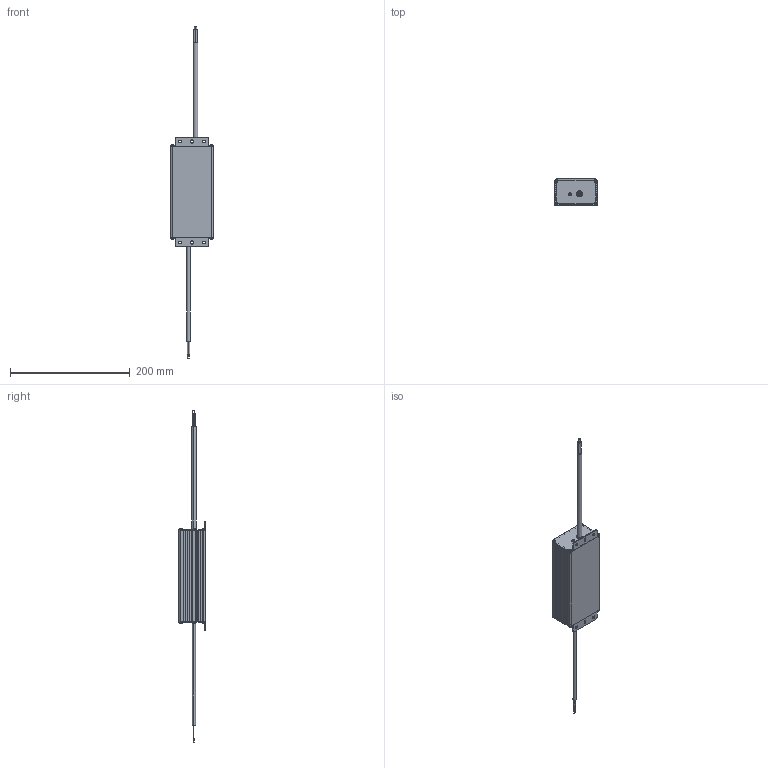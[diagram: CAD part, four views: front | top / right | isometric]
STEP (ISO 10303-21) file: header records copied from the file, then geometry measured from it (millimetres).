
FILE_DESCRIPTION((''),'2;1');
FILE_NAME('LEXV60W_ASM','2015-11-17T',('hedy'),(''),'PRO/ENGINEER BY PARAMETRIC TECHNOLOGY CORPORATION, 2007450','PRO/ENGINEER BY PARAMETRIC TECHNOLOGY CORPORATION, 2007450','');
FILE_SCHEMA(('CONFIG_CONTROL_DESIGN'));
Length unit declared in the file: millimetre
Products named in the file (6): LEXV60W-1A; LEXV60W-2A; SCREW; WIRE-2; WIRE-3; LEXV60W_ASM
Assembly tree (15 placements, depth 2):
  LEXV60W_ASM
    LEXV60W-1A
    LEXV60W-2A  x2
    SCREW  x10
    WIRE-2
    WIRE-3
Bounding box: 71.2 x 45 x 554.4 mm (x, y, z)
Volume: 104864.8 mm3; surface area: 108942.1 mm2
Topology: 15 solids, 15 shells, 557 faces, 1398 edges, 894 vertices
Faces by surface type: plane 405, cylinder 128, torus 20, cone 4
Entity records: 8005 total; most frequent: CARTESIAN_POINT 1487, DIRECTION 1324, ORIENTED_EDGE 1308, EDGE_CURVE 654, VECTOR 488, LINE 488, VERTEX_POINT 431, AXIS2_PLACEMENT_3D 418
